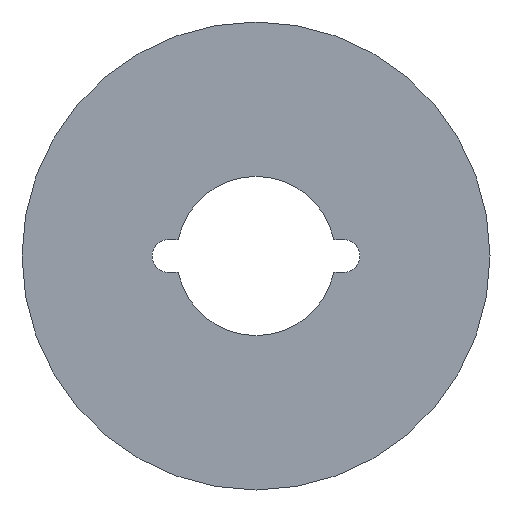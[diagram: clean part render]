
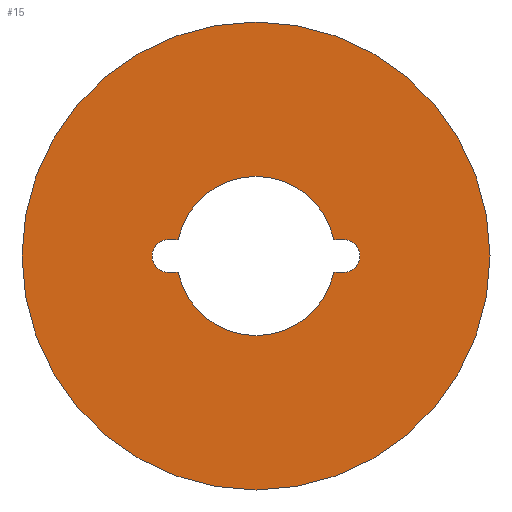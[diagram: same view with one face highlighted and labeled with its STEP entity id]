
A CAD part, front view. The second image highlights one B-rep face of the part: STEP entity #15.
In plain terms, the highlighted planar face has unit normal (0, -1, 0).
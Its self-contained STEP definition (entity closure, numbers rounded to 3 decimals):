
#3 = PLANE ( 'NONE',  #341 ) ;
#7 = CIRCLE ( 'NONE', #164, 12.5 ) ;
#15 = ADVANCED_FACE ( 'NONE', ( #449, #108 ), #3, .F. ) ;
#17 = EDGE_CURVE ( 'NONE', #226, #224, #95, .T. ) ;
#23 = CIRCLE ( 'NONE', #355, 0.877 ) ;
#35 = ORIENTED_EDGE ( 'NONE', *, *, #172, .T. ) ;
#36 = DIRECTION ( 'NONE',  ( -1., 0., 0. ) ) ;
#37 = LINE ( 'NONE', #336, #117 ) ;
#44 = DIRECTION ( 'NONE',  ( 0., 0., 1. ) ) ;
#45 = EDGE_CURVE ( 'NONE', #224, #482, #37, .T. ) ;
#49 = EDGE_CURVE ( 'NONE', #482, #451, #461, .T. ) ;
#50 = DIRECTION ( 'NONE',  ( 1., 0., 0. ) ) ;
#57 = CARTESIAN_POINT ( 'NONE',  ( -4.676, -2.5, -0.877 ) ) ;
#59 = CIRCLE ( 'NONE', #175, 4.25 ) ;
#62 = VERTEX_POINT ( 'NONE', #74 ) ;
#63 = CIRCLE ( 'NONE', #70, 12.5 ) ;
#66 = CARTESIAN_POINT ( 'NONE',  ( -4.676, -2.5, -0.877 ) ) ;
#67 = ORIENTED_EDGE ( 'NONE', *, *, #138, .T. ) ;
#70 = AXIS2_PLACEMENT_3D ( 'NONE', #294, #441, #165 ) ;
#74 = CARTESIAN_POINT ( 'NONE',  ( 0., -2.5, -12.5 ) ) ;
#88 = CIRCLE ( 'NONE', #206, 4.25 ) ;
#91 = DIRECTION ( 'NONE',  ( 0., 0., 1. ) ) ;
#94 = EDGE_CURVE ( 'NONE', #148, #436, #23, .T. ) ;
#95 = CIRCLE ( 'NONE', #128, 0.877 ) ;
#105 = CARTESIAN_POINT ( 'NONE',  ( 4.676, -2.5, 0. ) ) ;
#108 = FACE_OUTER_BOUND ( 'NONE', #360, .T. ) ;
#117 = VECTOR ( 'NONE', #180, 1000. ) ;
#121 = CARTESIAN_POINT ( 'NONE',  ( -4.676, -2.5, 0. ) ) ;
#128 = AXIS2_PLACEMENT_3D ( 'NONE', #105, #263, #261 ) ;
#130 = CARTESIAN_POINT ( 'NONE',  ( 0., -2.5, 4.25 ) ) ;
#136 = DIRECTION ( 'NONE',  ( 0., 1., 0. ) ) ;
#138 = EDGE_CURVE ( 'NONE', #436, #259, #192, .T. ) ;
#142 = ORIENTED_EDGE ( 'NONE', *, *, #329, .T. ) ;
#143 = AXIS2_PLACEMENT_3D ( 'NONE', #301, #454, #265 ) ;
#148 = VERTEX_POINT ( 'NONE', #57 ) ;
#160 = EDGE_CURVE ( 'NONE', #62, #403, #7, .T. ) ;
#163 = CARTESIAN_POINT ( 'NONE',  ( 0., -2.5, 0. ) ) ;
#164 = AXIS2_PLACEMENT_3D ( 'NONE', #163, #322, #471 ) ;
#165 = DIRECTION ( 'NONE',  ( 0., 0., 1. ) ) ;
#170 = VECTOR ( 'NONE', #36, 1000. ) ;
#172 = EDGE_CURVE ( 'NONE', #259, #242, #59, .T. ) ;
#175 = AXIS2_PLACEMENT_3D ( 'NONE', #283, #231, #195 ) ;
#180 = DIRECTION ( 'NONE',  ( -1., 0., 0. ) ) ;
#181 = CARTESIAN_POINT ( 'NONE',  ( 4.158, -2.5, 0.877 ) ) ;
#184 = LINE ( 'NONE', #66, #170 ) ;
#192 = LINE ( 'NONE', #388, #374 ) ;
#195 = DIRECTION ( 'NONE',  ( 0., 0., 1. ) ) ;
#197 = ORIENTED_EDGE ( 'NONE', *, *, #94, .T. ) ;
#206 = AXIS2_PLACEMENT_3D ( 'NONE', #291, #136, #91 ) ;
#213 = EDGE_CURVE ( 'NONE', #403, #62, #63, .T. ) ;
#216 = CARTESIAN_POINT ( 'NONE',  ( 4.158, -2.5, 0.877 ) ) ;
#219 = CARTESIAN_POINT ( 'NONE',  ( 4.158, -2.5, -0.877 ) ) ;
#222 = CARTESIAN_POINT ( 'NONE',  ( -4.676, -2.5, 0.877 ) ) ;
#224 = VERTEX_POINT ( 'NONE', #439 ) ;
#226 = VERTEX_POINT ( 'NONE', #477 ) ;
#231 = DIRECTION ( 'NONE',  ( 0., 1., 0. ) ) ;
#241 = ORIENTED_EDGE ( 'NONE', *, *, #464, .T. ) ;
#242 = VERTEX_POINT ( 'NONE', #130 ) ;
#259 = VERTEX_POINT ( 'NONE', #481 ) ;
#261 = DIRECTION ( 'NONE',  ( 0., 0., 1. ) ) ;
#263 = DIRECTION ( 'NONE',  ( 0., 1., 0. ) ) ;
#265 = DIRECTION ( 'NONE',  ( 0., 0., 1. ) ) ;
#266 = CARTESIAN_POINT ( 'NONE',  ( -4.158, -2.5, -0.877 ) ) ;
#269 = CARTESIAN_POINT ( 'NONE',  ( 0., -2.5, 0. ) ) ;
#278 = DIRECTION ( 'NONE',  ( 0., 1., 0. ) ) ;
#281 = ORIENTED_EDGE ( 'NONE', *, *, #160, .F. ) ;
#283 = CARTESIAN_POINT ( 'NONE',  ( 0., -2.5, 0. ) ) ;
#291 = CARTESIAN_POINT ( 'NONE',  ( 0., -2.5, 0. ) ) ;
#294 = CARTESIAN_POINT ( 'NONE',  ( 0., -2.5, 0. ) ) ;
#301 = CARTESIAN_POINT ( 'NONE',  ( 0., -2.5, 0. ) ) ;
#313 = ORIENTED_EDGE ( 'NONE', *, *, #213, .F. ) ;
#318 = EDGE_CURVE ( 'NONE', #432, #226, #435, .T. ) ;
#322 = DIRECTION ( 'NONE',  ( 0., 1., 0. ) ) ;
#329 = EDGE_CURVE ( 'NONE', #242, #432, #88, .T. ) ;
#334 = ORIENTED_EDGE ( 'NONE', *, *, #49, .T. ) ;
#336 = CARTESIAN_POINT ( 'NONE',  ( 4.158, -2.5, -0.877 ) ) ;
#341 = AXIS2_PLACEMENT_3D ( 'NONE', #269, #419, #44 ) ;
#345 = DIRECTION ( 'NONE',  ( 0., 0., 1. ) ) ;
#355 = AXIS2_PLACEMENT_3D ( 'NONE', #121, #278, #345 ) ;
#360 = EDGE_LOOP ( 'NONE', ( #313, #281 ) ) ;
#367 = DIRECTION ( 'NONE',  ( 1., 0., 0. ) ) ;
#374 = VECTOR ( 'NONE', #50, 1000. ) ;
#383 = ORIENTED_EDGE ( 'NONE', *, *, #17, .T. ) ;
#388 = CARTESIAN_POINT ( 'NONE',  ( -4.676, -2.5, 0.877 ) ) ;
#403 = VERTEX_POINT ( 'NONE', #411 ) ;
#411 = CARTESIAN_POINT ( 'NONE',  ( 0., -2.5, 12.5 ) ) ;
#419 = DIRECTION ( 'NONE',  ( 0., 1., 0. ) ) ;
#432 = VERTEX_POINT ( 'NONE', #181 ) ;
#435 = LINE ( 'NONE', #216, #470 ) ;
#436 = VERTEX_POINT ( 'NONE', #222 ) ;
#439 = CARTESIAN_POINT ( 'NONE',  ( 4.676, -2.5, -0.877 ) ) ;
#441 = DIRECTION ( 'NONE',  ( 0., 1., 0. ) ) ;
#443 = EDGE_LOOP ( 'NONE', ( #241, #197, #67, #35, #142, #486, #383, #445, #334 ) ) ;
#445 = ORIENTED_EDGE ( 'NONE', *, *, #45, .T. ) ;
#449 = FACE_BOUND ( 'NONE', #443, .T. ) ;
#451 = VERTEX_POINT ( 'NONE', #266 ) ;
#454 = DIRECTION ( 'NONE',  ( 0., 1., 0. ) ) ;
#461 = CIRCLE ( 'NONE', #143, 4.25 ) ;
#464 = EDGE_CURVE ( 'NONE', #451, #148, #184, .T. ) ;
#470 = VECTOR ( 'NONE', #367, 1000. ) ;
#471 = DIRECTION ( 'NONE',  ( 0., 0., 1. ) ) ;
#477 = CARTESIAN_POINT ( 'NONE',  ( 4.676, -2.5, 0.877 ) ) ;
#481 = CARTESIAN_POINT ( 'NONE',  ( -4.158, -2.5, 0.877 ) ) ;
#482 = VERTEX_POINT ( 'NONE', #219 ) ;
#486 = ORIENTED_EDGE ( 'NONE', *, *, #318, .T. ) ;
